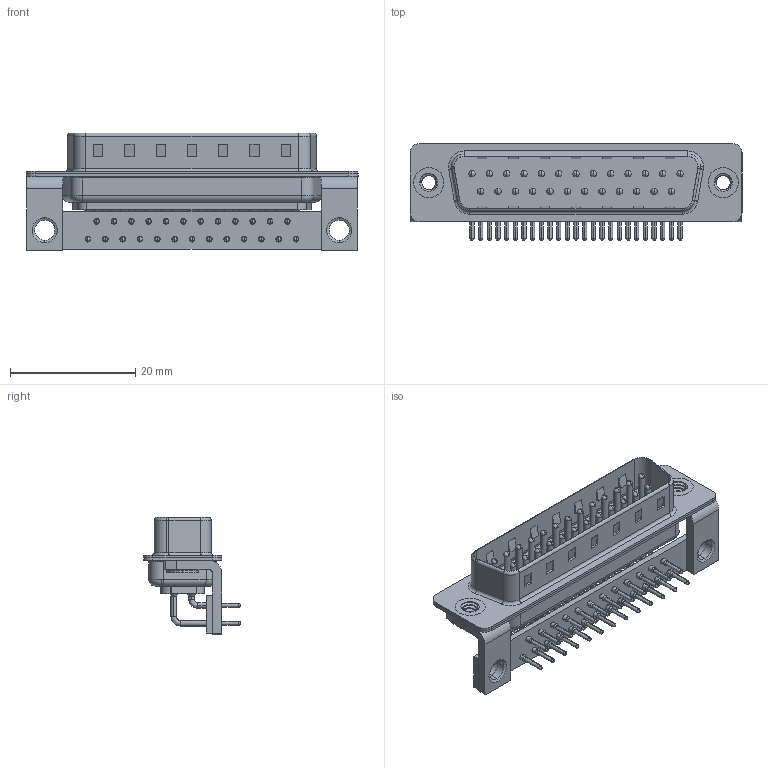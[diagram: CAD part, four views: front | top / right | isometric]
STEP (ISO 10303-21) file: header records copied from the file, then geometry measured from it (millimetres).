
FILE_DESCRIPTION (( 'STEP AP203' ), '1' );
FILE_NAME ('621-M25-660-BN4.STEP', '2018-09-25T03:48:49', ( '' ), ( '' ), 'SwSTEP 2.0', 'SolidWorks 2016', '' );
FILE_SCHEMA (( 'CONFIG_CONTROL_DESIGN' ));
Length unit declared in the file: millimetre
Products named in the file (9): 621M Housing_25 Contacts; 621M Stabilizer Bracket; 621M Shell Front_25 Contacts; 621M Stabilizer Board_25 Contacts; 621M Shell Rear_25 Contacts; 621-M25-660-BN4; 621M Contact Row 1; 621M Contact Row 2; 621M 4-40 Threaded Rivet_Stabilizer
Assembly tree (33 placements, depth 2):
  621-M25-660-BN4
    621M Housing_25 Contacts
    621M Shell Front_25 Contacts
    621M Shell Rear_25 Contacts
    621M Contact Row 1  x13
    621M Contact Row 2  x12
    621M 4-40 Threaded Rivet_Stabilizer  x2
    621M Stabilizer Bracket  x2
    621M Stabilizer Board_25 Contacts
Bounding box: 53.05 x 15.49 x 18.8 mm (x, y, z)
Volume: 3384.6 mm3; surface area: 8886.8 mm2
Topology: 33 solids, 33 shells, 3226 faces, 9015 edges, 5866 vertices
Faces by surface type: plane 1797, cylinder 1109, bspline 156, cone 108, torus 56
Entity records: 28928 total; most frequent: CARTESIAN_POINT 6066, DIRECTION 4659, ORIENTED_EDGE 4264, EDGE_CURVE 2132, AXIS2_PLACEMENT_3D 1722, VERTEX_POINT 1384, LINE 1215, VECTOR 1215
